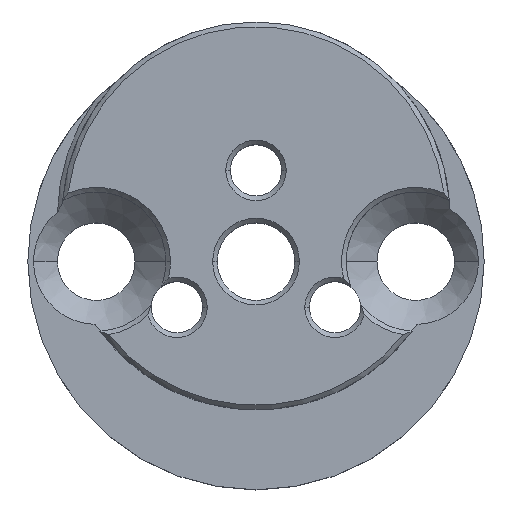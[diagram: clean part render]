
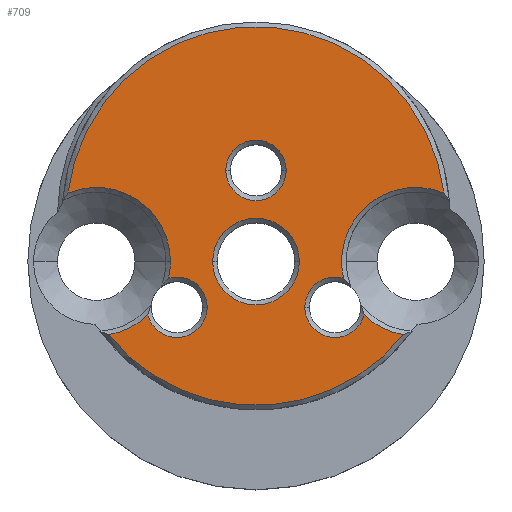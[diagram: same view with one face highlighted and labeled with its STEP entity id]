
A CAD part, top view. The second image highlights one B-rep face of the part: STEP entity #709.
In plain terms, the highlighted planar face has unit normal (0, 0, 1).
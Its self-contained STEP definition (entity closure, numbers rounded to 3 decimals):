
#12 = VERTEX_POINT ( 'NONE', #1387 ) ;
#23 = EDGE_LOOP ( 'NONE', ( #1261, #603, #1801, #163, #1566, #1315, #495, #1364, #1572, #777, #467 ) ) ;
#53 = AXIS2_PLACEMENT_3D ( 'NONE', #1832, #1691, #1531 ) ;
#59 = EDGE_LOOP ( 'NONE', ( #107, #1500 ) ) ;
#63 = DIRECTION ( 'NONE',  ( 0., 0., -1. ) ) ;
#64 = EDGE_CURVE ( 'NONE', #369, #1323, #546, .T. ) ;
#74 = EDGE_CURVE ( 'NONE', #1285, #12, #395, .T. ) ;
#84 = AXIS2_PLACEMENT_3D ( 'NONE', #1283, #418, #864 ) ;
#89 = EDGE_CURVE ( 'NONE', #158, #1355, #1088, .T. ) ;
#107 = ORIENTED_EDGE ( 'NONE', *, *, #1487, .T. ) ;
#122 = AXIS2_PLACEMENT_3D ( 'NONE', #569, #1721, #1584 ) ;
#151 = EDGE_CURVE ( 'NONE', #1231, #331, #1814, .T. ) ;
#158 = VERTEX_POINT ( 'NONE', #543 ) ;
#163 = ORIENTED_EDGE ( 'NONE', *, *, #89, .T. ) ;
#168 = CARTESIAN_POINT ( 'NONE',  ( -1.9, 0., 5.5 ) ) ;
#172 = CARTESIAN_POINT ( 'NONE',  ( 6.465, -3.206, 5.5 ) ) ;
#187 = DIRECTION ( 'NONE',  ( 1., 0., 0. ) ) ;
#197 = EDGE_CURVE ( 'NONE', #1323, #977, #1028, .T. ) ;
#232 = CARTESIAN_POINT ( 'NONE',  ( 3.464, -2., 5.5 ) ) ;
#234 = DIRECTION ( 'NONE',  ( 0., 0., -1. ) ) ;
#275 = AXIS2_PLACEMENT_3D ( 'NONE', #1844, #234, #483 ) ;
#297 = DIRECTION ( 'NONE',  ( 1., 0., 0. ) ) ;
#308 = CIRCLE ( 'NONE', #1092, 1.325 ) ;
#317 = EDGE_CURVE ( 'NONE', #1730, #1285, #1580, .T. ) ;
#331 = VERTEX_POINT ( 'NONE', #168 ) ;
#333 = AXIS2_PLACEMENT_3D ( 'NONE', #1634, #610, #473 ) ;
#336 = CARTESIAN_POINT ( 'NONE',  ( -8.239, 3.005, 5.5 ) ) ;
#362 = DIRECTION ( 'NONE',  ( 1., 0., 0. ) ) ;
#369 = VERTEX_POINT ( 'NONE', #1597 ) ;
#394 = DIRECTION ( 'NONE',  ( 0., 0., -1. ) ) ;
#395 = CIRCLE ( 'NONE', #53, 3.25 ) ;
#417 = EDGE_CURVE ( 'NONE', #331, #1231, #1729, .T. ) ;
#418 = DIRECTION ( 'NONE',  ( 0., 0., 1. ) ) ;
#442 = DIRECTION ( 'NONE',  ( 0., 0., 1. ) ) ;
#465 = VERTEX_POINT ( 'NONE', #539 ) ;
#467 = ORIENTED_EDGE ( 'NONE', *, *, #821, .T. ) ;
#473 = DIRECTION ( 'NONE',  ( 1., 0., 0. ) ) ;
#483 = DIRECTION ( 'NONE',  ( 1., 0., 0. ) ) ;
#485 = CARTESIAN_POINT ( 'NONE',  ( 8.239, 3.005, 5.5 ) ) ;
#495 = ORIENTED_EDGE ( 'NONE', *, *, #74, .T. ) ;
#520 = CIRCLE ( 'NONE', #670, 1.325 ) ;
#521 = AXIS2_PLACEMENT_3D ( 'NONE', #1115, #1270, #863 ) ;
#539 = CARTESIAN_POINT ( 'NONE',  ( -1.325, 4., 5.5 ) ) ;
#543 = CARTESIAN_POINT ( 'NONE',  ( -3.75, 0., 5.5 ) ) ;
#546 = CIRCLE ( 'NONE', #1878, 3.25 ) ;
#556 = CIRCLE ( 'NONE', #521, 3.25 ) ;
#569 = CARTESIAN_POINT ( 'NONE',  ( 3.464, -2., 5.5 ) ) ;
#570 = ORIENTED_EDGE ( 'NONE', *, *, #417, .T. ) ;
#603 = ORIENTED_EDGE ( 'NONE', *, *, #197, .T. ) ;
#610 = DIRECTION ( 'NONE',  ( 0., 0., -1. ) ) ;
#617 = CIRCLE ( 'NONE', #1676, 1.325 ) ;
#639 = CIRCLE ( 'NONE', #1119, 3.25 ) ;
#656 = EDGE_CURVE ( 'NONE', #977, #158, #639, .T. ) ;
#659 = CARTESIAN_POINT ( 'NONE',  ( 1.325, 4., 5.5 ) ) ;
#670 = AXIS2_PLACEMENT_3D ( 'NONE', #232, #63, #1825 ) ;
#709 = ADVANCED_FACE ( 'NONE', ( #1268, #1554, #1286 ), #714, .T. ) ;
#714 = PLANE ( 'NONE',  #754 ) ;
#721 = AXIS2_PLACEMENT_3D ( 'NONE', #810, #1378, #362 ) ;
#753 = DIRECTION ( 'NONE',  ( 1., 0., 0. ) ) ;
#754 = AXIS2_PLACEMENT_3D ( 'NONE', #1431, #442, #297 ) ;
#770 = ORIENTED_EDGE ( 'NONE', *, *, #151, .T. ) ;
#773 = DIRECTION ( 'NONE',  ( 0., 0., -1. ) ) ;
#777 = ORIENTED_EDGE ( 'NONE', *, *, #1110, .T. ) ;
#791 = CARTESIAN_POINT ( 'NONE',  ( 4.745, -2.34, 5.5 ) ) ;
#809 = DIRECTION ( 'NONE',  ( 0., 0., -1. ) ) ;
#810 = CARTESIAN_POINT ( 'NONE',  ( -7., 0., 5.5 ) ) ;
#821 = EDGE_CURVE ( 'NONE', #1768, #369, #1519, .T. ) ;
#863 = DIRECTION ( 'NONE',  ( 1., 0., 0. ) ) ;
#864 = DIRECTION ( 'NONE',  ( 1., 0., 0. ) ) ;
#889 = AXIS2_PLACEMENT_3D ( 'NONE', #910, #1644, #187 ) ;
#895 = DIRECTION ( 'NONE',  ( 0., 0., 1. ) ) ;
#910 = CARTESIAN_POINT ( 'NONE',  ( 0., 4., 5.5 ) ) ;
#977 = VERTEX_POINT ( 'NONE', #336 ) ;
#989 = DIRECTION ( 'NONE',  ( 0., 0., -1. ) ) ;
#992 = VERTEX_POINT ( 'NONE', #172 ) ;
#1028 = CIRCLE ( 'NONE', #84, 8.3 ) ;
#1043 = CARTESIAN_POINT ( 'NONE',  ( 2.139, -2., 5.5 ) ) ;
#1082 = CARTESIAN_POINT ( 'NONE',  ( 0., 4., 5.5 ) ) ;
#1088 = CIRCLE ( 'NONE', #721, 3.25 ) ;
#1092 = AXIS2_PLACEMENT_3D ( 'NONE', #1291, #989, #1297 ) ;
#1110 = EDGE_CURVE ( 'NONE', #1496, #1768, #520, .T. ) ;
#1115 = CARTESIAN_POINT ( 'NONE',  ( 7., 0., 5.5 ) ) ;
#1119 = AXIS2_PLACEMENT_3D ( 'NONE', #1421, #394, #1665 ) ;
#1128 = CIRCLE ( 'NONE', #889, 1.325 ) ;
#1146 = DIRECTION ( 'NONE',  ( 0., 0., -1. ) ) ;
#1189 = CARTESIAN_POINT ( 'NONE',  ( -3.832, -0.727, 5.5 ) ) ;
#1196 = CARTESIAN_POINT ( 'NONE',  ( -2.139, -2., 5.5 ) ) ;
#1217 = CARTESIAN_POINT ( 'NONE',  ( 0., 2., 5.5 ) ) ;
#1231 = VERTEX_POINT ( 'NONE', #1440 ) ;
#1234 = DIRECTION ( 'NONE',  ( 1., 0., 0. ) ) ;
#1261 = ORIENTED_EDGE ( 'NONE', *, *, #64, .T. ) ;
#1268 = FACE_OUTER_BOUND ( 'NONE', #23, .T. ) ;
#1270 = DIRECTION ( 'NONE',  ( 0., 0., -1. ) ) ;
#1283 = CARTESIAN_POINT ( 'NONE',  ( 0., 2., 5.5 ) ) ;
#1285 = VERTEX_POINT ( 'NONE', #1309 ) ;
#1286 = FACE_BOUND ( 'NONE', #59, .T. ) ;
#1291 = CARTESIAN_POINT ( 'NONE',  ( -3.464, -2., 5.5 ) ) ;
#1297 = DIRECTION ( 'NONE',  ( 1., 0., 0. ) ) ;
#1309 = CARTESIAN_POINT ( 'NONE',  ( -4.745, -2.34, 5.5 ) ) ;
#1315 = ORIENTED_EDGE ( 'NONE', *, *, #317, .T. ) ;
#1321 = EDGE_CURVE ( 'NONE', #1355, #1730, #308, .T. ) ;
#1323 = VERTEX_POINT ( 'NONE', #485 ) ;
#1355 = VERTEX_POINT ( 'NONE', #1189 ) ;
#1364 = ORIENTED_EDGE ( 'NONE', *, *, #1381, .T. ) ;
#1378 = DIRECTION ( 'NONE',  ( 0., 0., -1. ) ) ;
#1381 = EDGE_CURVE ( 'NONE', #12, #992, #1733, .T. ) ;
#1387 = CARTESIAN_POINT ( 'NONE',  ( -6.465, -3.206, 5.5 ) ) ;
#1421 = CARTESIAN_POINT ( 'NONE',  ( -7., 0., 5.5 ) ) ;
#1431 = CARTESIAN_POINT ( 'NONE',  ( 0., 2., 5.5 ) ) ;
#1440 = CARTESIAN_POINT ( 'NONE',  ( 1.9, 0., 5.5 ) ) ;
#1487 = EDGE_CURVE ( 'NONE', #1890, #465, #617, .T. ) ;
#1496 = VERTEX_POINT ( 'NONE', #791 ) ;
#1500 = ORIENTED_EDGE ( 'NONE', *, *, #1770, .T. ) ;
#1519 = CIRCLE ( 'NONE', #122, 1.325 ) ;
#1531 = DIRECTION ( 'NONE',  ( 1., 0., 0. ) ) ;
#1554 = FACE_BOUND ( 'NONE', #1696, .T. ) ;
#1560 = CARTESIAN_POINT ( 'NONE',  ( 0., 0., 5.5 ) ) ;
#1566 = ORIENTED_EDGE ( 'NONE', *, *, #1321, .T. ) ;
#1572 = ORIENTED_EDGE ( 'NONE', *, *, #1627, .T. ) ;
#1580 = CIRCLE ( 'NONE', #333, 1.325 ) ;
#1584 = DIRECTION ( 'NONE',  ( 1., 0., 0. ) ) ;
#1597 = CARTESIAN_POINT ( 'NONE',  ( 3.832, -0.727, 5.5 ) ) ;
#1627 = EDGE_CURVE ( 'NONE', #992, #1496, #556, .T. ) ;
#1634 = CARTESIAN_POINT ( 'NONE',  ( -3.464, -2., 5.5 ) ) ;
#1644 = DIRECTION ( 'NONE',  ( 0., 0., -1. ) ) ;
#1665 = DIRECTION ( 'NONE',  ( 1., 0., 0. ) ) ;
#1674 = CARTESIAN_POINT ( 'NONE',  ( 7., 0., 5.5 ) ) ;
#1676 = AXIS2_PLACEMENT_3D ( 'NONE', #1082, #809, #1234 ) ;
#1682 = DIRECTION ( 'NONE',  ( 1., 0., 0. ) ) ;
#1691 = DIRECTION ( 'NONE',  ( 0., 0., -1. ) ) ;
#1696 = EDGE_LOOP ( 'NONE', ( #770, #570 ) ) ;
#1697 = AXIS2_PLACEMENT_3D ( 'NONE', #1560, #1146, #1700 ) ;
#1700 = DIRECTION ( 'NONE',  ( 1., 0., 0. ) ) ;
#1721 = DIRECTION ( 'NONE',  ( 0., 0., -1. ) ) ;
#1729 = CIRCLE ( 'NONE', #275, 1.9 ) ;
#1730 = VERTEX_POINT ( 'NONE', #1196 ) ;
#1733 = CIRCLE ( 'NONE', #1887, 8.3 ) ;
#1768 = VERTEX_POINT ( 'NONE', #1043 ) ;
#1770 = EDGE_CURVE ( 'NONE', #465, #1890, #1128, .T. ) ;
#1801 = ORIENTED_EDGE ( 'NONE', *, *, #656, .T. ) ;
#1814 = CIRCLE ( 'NONE', #1697, 1.9 ) ;
#1825 = DIRECTION ( 'NONE',  ( 1., 0., 0. ) ) ;
#1832 = CARTESIAN_POINT ( 'NONE',  ( -7., 0., 5.5 ) ) ;
#1844 = CARTESIAN_POINT ( 'NONE',  ( 0., 0., 5.5 ) ) ;
#1878 = AXIS2_PLACEMENT_3D ( 'NONE', #1674, #773, #1682 ) ;
#1887 = AXIS2_PLACEMENT_3D ( 'NONE', #1217, #895, #753 ) ;
#1890 = VERTEX_POINT ( 'NONE', #659 ) ;
